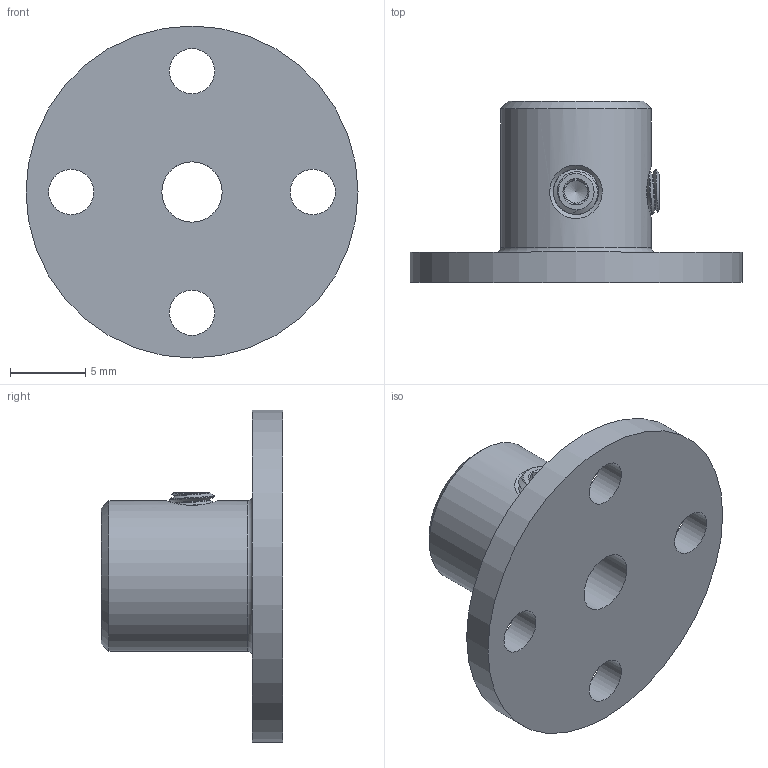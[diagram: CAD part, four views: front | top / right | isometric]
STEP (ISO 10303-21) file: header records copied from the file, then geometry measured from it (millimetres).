
FILE_DESCRIPTION(/* description */ (''),/* implementation_level */ '2;1');
FILE_NAME(/* name */ '4mm Rigid Flange Coupling v2.step',/* time_stamp */ '2022-02-20T17:02:43-05:00',/* author */ (''),/* organization */ (''),/* preprocessor_version */ 'ST-DEVELOPER v18.1',/* originating_system */ 'Autodesk Translation Framework v10.13.0.1454',/* authorisation */ '');
FILE_SCHEMA (('AUTOMOTIVE_DESIGN { 1 0 10303 214 3 1 1 }'));
Length unit declared in the file: millimetre
Products named in the file (2): 4mm Rigid Flange Coupling; 91390A097
Assembly tree (2 placements, depth 2):
  4mm Rigid Flange Coupling
    91390A097  x2
Bounding box: 22 x 12 x 22 mm (x, y, z)
Volume: 1324.9 mm3; surface area: 1469.3 mm2
Topology: 3 solids, 3 shells, 91 faces, 220 edges, 134 vertices
Faces by surface type: cylinder 33, plane 29, cone 22, bspline 6, torus 1
Full cylindrical faces by diameter (mm): 2.35 x10, 2.529 x2, 3 x10, 4 x1, 10 x1, 22 x1
Entity records: 2779 total; most frequent: CARTESIAN_POINT 1526, ORIENTED_EDGE 256, DIRECTION 232, EDGE_CURVE 128, AXIS2_PLACEMENT_3D 94, VERTEX_POINT 80, EDGE_LOOP 70, FACE_OUTER_BOUND 54
